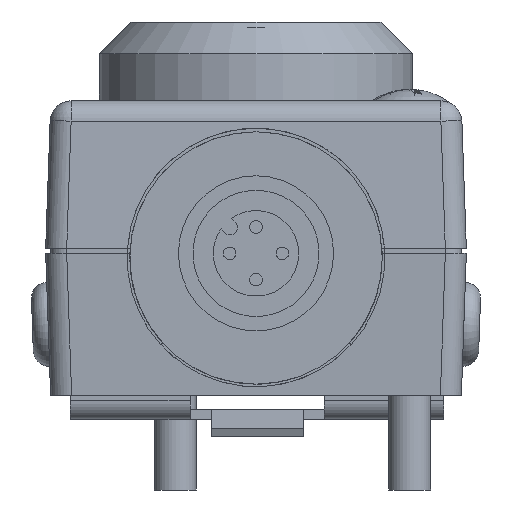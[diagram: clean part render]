
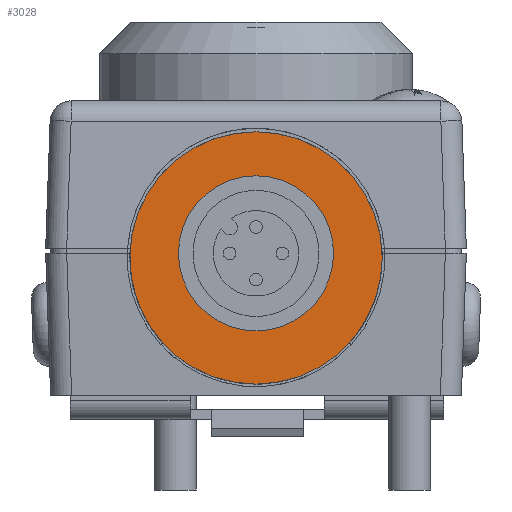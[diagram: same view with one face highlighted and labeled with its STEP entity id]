
A CAD part, front view. The second image highlights one B-rep face of the part: STEP entity #3028.
In plain terms, the highlighted planar face has unit normal (0, -1, 0).
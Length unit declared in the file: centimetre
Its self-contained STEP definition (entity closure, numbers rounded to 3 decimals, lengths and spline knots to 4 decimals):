
#786=PLANE('',#3238);
#927=VERTEX_POINT('',#4469);
#928=VERTEX_POINT('',#4475);
#1166=CIRCLE('',#3228,0.7375);
#1169=CIRCLE('',#3233,1.2);
#1351=EDGE_CURVE('',#927,#927,#1166,.T.);
#1354=EDGE_CURVE('',#928,#928,#1169,.T.);
#1812=ORIENTED_EDGE('',*,*,#1351,.T.);
#1813=ORIENTED_EDGE('',*,*,#1354,.F.);
#2563=EDGE_LOOP('',(#1812));
#2564=EDGE_LOOP('',(#1813));
#2806=FACE_BOUND('',#2563,.T.);
#2807=FACE_BOUND('',#2564,.T.);
#3028=ADVANCED_FACE('',(#2806,#2807),#786,.T.);
#3228=AXIS2_PLACEMENT_3D('',#4468,#3629,#3630);
#3233=AXIS2_PLACEMENT_3D('',#4474,#3638,#3639);
#3238=AXIS2_PLACEMENT_3D('',#4488,#3650,$);
#3629=DIRECTION('',(0.,1.,0.));
#3630=DIRECTION('',(0.738,0.,0.));
#3638=DIRECTION('',(0.,1.,0.));
#3639=DIRECTION('',(1.2,0.,0.));
#3650=DIRECTION('',(0.,-1.,0.));
#4468=CARTESIAN_POINT('',(0.,-5.45,0.));
#4469=CARTESIAN_POINT('',(0.7375,-5.45,0.));
#4474=CARTESIAN_POINT('',(0.,-5.45,-0.0435));
#4475=CARTESIAN_POINT('',(1.2,-5.45,-0.0435));
#4488=CARTESIAN_POINT('',(0.,-5.45,-0.0435));
